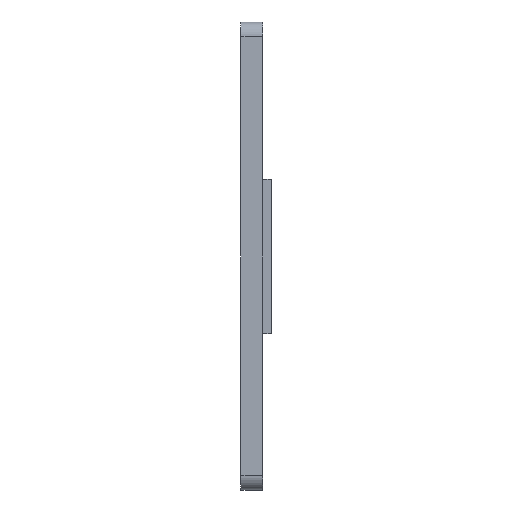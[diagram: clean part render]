
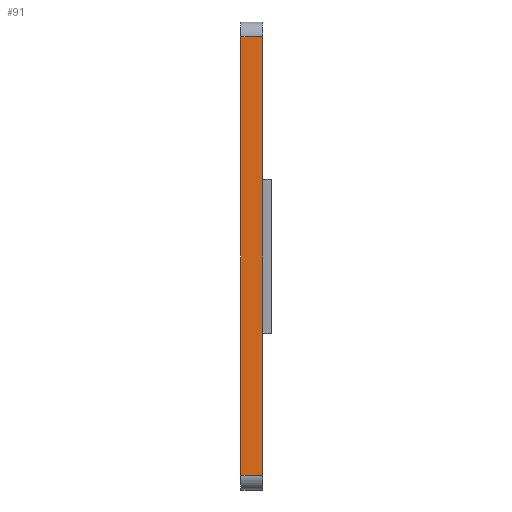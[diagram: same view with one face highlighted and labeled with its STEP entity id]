
A CAD part, front view. The second image highlights one B-rep face of the part: STEP entity #91.
In plain terms, the highlighted planar face has unit normal (0, -1, 0).
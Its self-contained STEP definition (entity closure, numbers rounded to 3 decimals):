
#52=CARTESIAN_POINT('Axis2P3D Location',(2.,0.,62.)) ;
#57=CARTESIAN_POINT('Line Origine',(2.,0.,32.)) ;
#61=CARTESIAN_POINT('Vertex',(2.,0.,62.)) ;
#63=CARTESIAN_POINT('Vertex',(2.,0.,2.)) ;
#66=CARTESIAN_POINT('Line Origine',(3.5,0.,2.)) ;
#70=CARTESIAN_POINT('Vertex',(5.,0.,2.)) ;
#73=CARTESIAN_POINT('Line Origine',(5.,0.,32.)) ;
#77=CARTESIAN_POINT('Vertex',(5.,0.,62.)) ;
#80=CARTESIAN_POINT('Line Origine',(3.5,0.,62.)) ;
#53=DIRECTION('Axis2P3D Direction',(0.,1.,0.)) ;
#54=DIRECTION('Axis2P3D XDirection',(0.,0.,-1.)) ;
#58=DIRECTION('Vector Direction',(0.,0.,-1.)) ;
#67=DIRECTION('Vector Direction',(1.,0.,0.)) ;
#74=DIRECTION('Vector Direction',(0.,0.,-1.)) ;
#81=DIRECTION('Vector Direction',(1.,0.,0.)) ;
#55=AXIS2_PLACEMENT_3D('Plane Axis2P3D',#52,#53,#54) ;
#86=ORIENTED_EDGE('',*,*,#65,.T.) ;
#87=ORIENTED_EDGE('',*,*,#72,.T.) ;
#88=ORIENTED_EDGE('',*,*,#79,.F.) ;
#89=ORIENTED_EDGE('',*,*,#84,.F.) ;
#59=VECTOR('Line Direction',#58,1.) ;
#68=VECTOR('Line Direction',#67,1.) ;
#75=VECTOR('Line Direction',#74,1.) ;
#82=VECTOR('Line Direction',#81,1.) ;
#91=ADVANCED_FACE('MANIFOLD_SOLID_BREP #15',(#90),#56,.F.) ;
#65=EDGE_CURVE('',#62,#64,#60,.T.) ;
#72=EDGE_CURVE('',#64,#71,#69,.T.) ;
#79=EDGE_CURVE('',#78,#71,#76,.T.) ;
#84=EDGE_CURVE('',#62,#78,#83,.T.) ;
#85=EDGE_LOOP('',(#86,#87,#88,#89)) ;
#90=FACE_OUTER_BOUND('',#85,.T.) ;
#60=LINE('Line',#57,#59) ;
#69=LINE('Line',#66,#68) ;
#76=LINE('Line',#73,#75) ;
#83=LINE('Line',#80,#82) ;
#56=PLANE('',#55) ;
#62=VERTEX_POINT('',#61) ;
#64=VERTEX_POINT('',#63) ;
#71=VERTEX_POINT('',#70) ;
#78=VERTEX_POINT('',#77) ;
